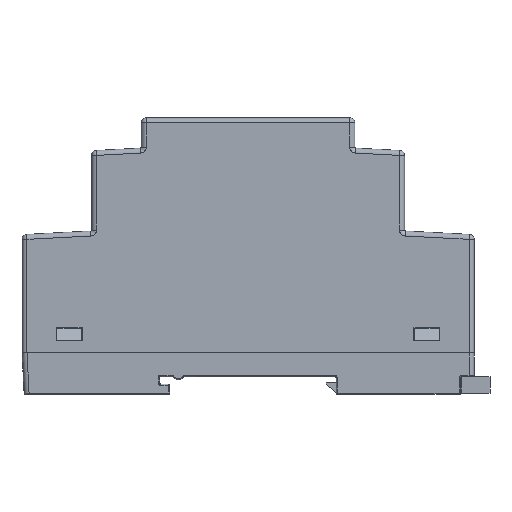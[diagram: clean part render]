
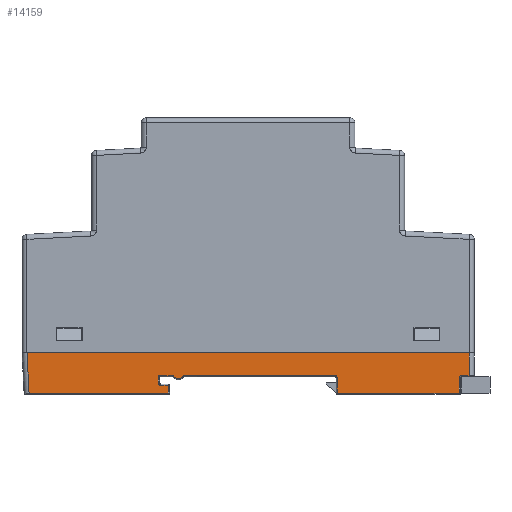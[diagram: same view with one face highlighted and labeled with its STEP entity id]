
A CAD part, left-side view. The second image highlights one B-rep face of the part: STEP entity #14159.
In plain terms, the highlighted planar face has unit normal (-1, 0, 0).
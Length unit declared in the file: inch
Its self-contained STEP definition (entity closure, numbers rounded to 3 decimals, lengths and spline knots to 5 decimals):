
#167 = CARTESIAN_POINT ( 'NONE',  ( 1.41733, 3.54326, -0.18518 ) ) ;
#332 = CARTESIAN_POINT ( 'NONE',  ( 1.41733, 3.52629, -0.509 ) ) ;
#397 = CARTESIAN_POINT ( 'NONE',  ( 1.41733, 2.41451, -0.50408 ) ) ;
#419 = VERTEX_POINT ( 'NONE', #34341 ) ;
#715 = CARTESIAN_POINT ( 'NONE',  ( 1.41733, 2.42232, -0.43321 ) ) ;
#929 = ORIENTED_EDGE ( 'NONE', *, *, #20076, .T. ) ;
#1021 = VERTEX_POINT ( 'NONE', #5608 ) ;
#1825 = VERTEX_POINT ( 'NONE', #40984 ) ;
#1829 = VERTEX_POINT ( 'NONE', #16113 ) ;
#1856 = VECTOR ( 'NONE', #18157, 39.37008 ) ;
#2420 = ORIENTED_EDGE ( 'NONE', *, *, #2997, .T. ) ;
#2997 = EDGE_CURVE ( 'NONE', #8938, #23860, #23472, .T. ) ;
#3044 = DIRECTION ( 'NONE',  ( 0., 0., 1. ) ) ;
#3049 = EDGE_CURVE ( 'NONE', #35646, #1825, #19597, .T. ) ;
#3225 = ORIENTED_EDGE ( 'NONE', *, *, #38479, .T. ) ;
#3540 = CIRCLE ( 'NONE', #34992, 0.04331 ) ;
#3579 = CARTESIAN_POINT ( 'NONE',  ( 1.41733, 2.34449, -0.3466 ) ) ;
#3907 = AXIS2_PLACEMENT_3D ( 'NONE', #28110, #45460, #13651 ) ;
#3914 = CIRCLE ( 'NONE', #20132, 0.01575 ) ;
#3935 = LINE ( 'NONE', #715, #6740 ) ;
#5317 = VECTOR ( 'NONE', #28150, 39.37008 ) ;
#5608 = CARTESIAN_POINT ( 'NONE',  ( 1.41733, 2.50106, -0.42534 ) ) ;
#5664 = CARTESIAN_POINT ( 'NONE',  ( 1.41733, 0.03937, -0.36628 ) ) ;
#5705 = VECTOR ( 'NONE', #11035, 39.37008 ) ;
#5818 = VERTEX_POINT ( 'NONE', #13790 ) ;
#6740 = VECTOR ( 'NONE', #25495, 39.37008 ) ;
#6786 = VERTEX_POINT ( 'NONE', #23580 ) ;
#6793 = CARTESIAN_POINT ( 'NONE',  ( 1.41733, 0.03937, -0.18518 ) ) ;
#6853 = LINE ( 'NONE', #23065, #9047 ) ;
#7185 = VECTOR ( 'NONE', #7900, 39.37008 ) ;
#7402 = DIRECTION ( 'NONE',  ( 0., -1., 0. ) ) ;
#7411 = AXIS2_PLACEMENT_3D ( 'NONE', #24244, #38913, #3044 ) ;
#7900 = DIRECTION ( 'NONE',  ( 0., 1., 0. ) ) ;
#8442 = EDGE_CURVE ( 'NONE', #17177, #35646, #3540, .T. ) ;
#8556 = VERTEX_POINT ( 'NONE', #167 ) ;
#8938 = VERTEX_POINT ( 'NONE', #24263 ) ;
#9036 = CARTESIAN_POINT ( 'NONE',  ( 1.41733, 1.08465, -0.50408 ) ) ;
#9047 = VECTOR ( 'NONE', #37079, 39.37008 ) ;
#9068 = VERTEX_POINT ( 'NONE', #42596 ) ;
#9906 = ORIENTED_EDGE ( 'NONE', *, *, #32512, .T. ) ;
#10219 = DIRECTION ( 'NONE',  ( -1., 0., 0. ) ) ;
#10550 = VECTOR ( 'NONE', #39749, 39.37008 ) ;
#10725 = ORIENTED_EDGE ( 'NONE', *, *, #17491, .T. ) ;
#10914 = VERTEX_POINT ( 'NONE', #39871 ) ;
#11035 = DIRECTION ( 'NONE',  ( 0., -0.052, -0.999 ) ) ;
#11459 = CARTESIAN_POINT ( 'NONE',  ( 1.41733, 2.38762, -0.36628 ) ) ;
#12590 = EDGE_CURVE ( 'NONE', #13417, #5818, #39953, .T. ) ;
#12890 = DIRECTION ( 'NONE',  ( 0., -1., 0. ) ) ;
#13002 = ORIENTED_EDGE ( 'NONE', *, *, #31236, .F. ) ;
#13417 = VERTEX_POINT ( 'NONE', #9036 ) ;
#13537 = CARTESIAN_POINT ( 'NONE',  ( 1.41733, 1.08465, -0.51195 ) ) ;
#13553 = EDGE_CURVE ( 'NONE', #8938, #1829, #3914, .T. ) ;
#13601 = DIRECTION ( 'NONE',  ( -1., 0., 0. ) ) ;
#13651 = DIRECTION ( 'NONE',  ( 0., 0., 1. ) ) ;
#13703 = VERTEX_POINT ( 'NONE', #38496 ) ;
#13790 = CARTESIAN_POINT ( 'NONE',  ( 1.41733, 0.11811, -0.50408 ) ) ;
#13796 = VERTEX_POINT ( 'NONE', #21674 ) ;
#14159 = ADVANCED_FACE ( 'NONE', ( #18237 ), #28003, .T. ) ;
#14679 = ORIENTED_EDGE ( 'NONE', *, *, #3049, .T. ) ;
#15102 = LINE ( 'NONE', #332, #5705 ) ;
#15318 = VECTOR ( 'NONE', #23470, 39.37008 ) ;
#15539 = CARTESIAN_POINT ( 'NONE',  ( 1.41733, 2.49453, -0.44109 ) ) ;
#15874 = EDGE_LOOP ( 'NONE', ( #24591, #2420, #30528, #9906, #10725, #3225, #32804, #45614, #13002, #35348, #929, #41303, #14679, #34200, #31479, #36027, #16000 ) ) ;
#16000 = ORIENTED_EDGE ( 'NONE', *, *, #19203, .T. ) ;
#16113 = CARTESIAN_POINT ( 'NONE',  ( 1.41733, 0.11811, -0.38203 ) ) ;
#16441 = CARTESIAN_POINT ( 'NONE',  ( 1.41733, 3.52654, -0.50408 ) ) ;
#16941 = EDGE_CURVE ( 'NONE', #10914, #13796, #19139, .T. ) ;
#17177 = VERTEX_POINT ( 'NONE', #43655 ) ;
#17491 = EDGE_CURVE ( 'NONE', #8556, #36884, #15102, .T. ) ;
#18157 = DIRECTION ( 'NONE',  ( 0., -1., 0. ) ) ;
#18237 = FACE_OUTER_BOUND ( 'NONE', #15874, .T. ) ;
#19139 = LINE ( 'NONE', #35834, #5317 ) ;
#19203 = EDGE_CURVE ( 'NONE', #5818, #1829, #6853, .T. ) ;
#19597 = LINE ( 'NONE', #41022, #1856 ) ;
#20011 = DIRECTION ( 'NONE',  ( 0., -1., 0. ) ) ;
#20076 = EDGE_CURVE ( 'NONE', #419, #17177, #21090, .T. ) ;
#20132 = AXIS2_PLACEMENT_3D ( 'NONE', #45122, #13601, #45405 ) ;
#21090 = LINE ( 'NONE', #11459, #10550 ) ;
#21674 = CARTESIAN_POINT ( 'NONE',  ( 1.41733, 2.48531, -0.44109 ) ) ;
#23065 = CARTESIAN_POINT ( 'NONE',  ( 1.41733, 0.11811, -0.37416 ) ) ;
#23470 = DIRECTION ( 'NONE',  ( 0., 0., 1. ) ) ;
#23472 = LINE ( 'NONE', #5664, #27951 ) ;
#23580 = CARTESIAN_POINT ( 'NONE',  ( 1.41733, 2.42232, -0.50408 ) ) ;
#23860 = VERTEX_POINT ( 'NONE', #28630 ) ;
#24244 = CARTESIAN_POINT ( 'NONE',  ( 1.41733, 3.58268, -0.51195 ) ) ;
#24263 = CARTESIAN_POINT ( 'NONE',  ( 1.41733, 0.10236, -0.36628 ) ) ;
#24280 = VECTOR ( 'NONE', #7402, 39.37008 ) ;
#24416 = DIRECTION ( 'NONE',  ( 0., 0., 1. ) ) ;
#24591 = ORIENTED_EDGE ( 'NONE', *, *, #13553, .F. ) ;
#25495 = DIRECTION ( 'NONE',  ( 0., 0., 1. ) ) ;
#26474 = EDGE_CURVE ( 'NONE', #23860, #13703, #36957, .T. ) ;
#26494 = VECTOR ( 'NONE', #24416, 39.37008 ) ;
#27211 = CARTESIAN_POINT ( 'NONE',  ( 1.41733, 2.50106, -0.37416 ) ) ;
#27951 = VECTOR ( 'NONE', #12890, 39.37008 ) ;
#28003 = PLANE ( 'NONE',  #7411 ) ;
#28110 = CARTESIAN_POINT ( 'NONE',  ( 1.41733, 1.1004, -0.38203 ) ) ;
#28150 = DIRECTION ( 'NONE',  ( 0., 1., 0. ) ) ;
#28630 = CARTESIAN_POINT ( 'NONE',  ( 1.41733, 0.03937, -0.36628 ) ) ;
#30394 = CARTESIAN_POINT ( 'NONE',  ( 1.41733, 3.58268, -0.50408 ) ) ;
#30528 = ORIENTED_EDGE ( 'NONE', *, *, #26474, .T. ) ;
#31236 = EDGE_CURVE ( 'NONE', #1021, #13796, #38798, .T. ) ;
#31479 = ORIENTED_EDGE ( 'NONE', *, *, #41081, .T. ) ;
#31557 = DIRECTION ( 'NONE',  ( 0., 0., 1. ) ) ;
#31698 = CARTESIAN_POINT ( 'NONE',  ( 1.41733, 3.52953, -0.18518 ) ) ;
#32512 = EDGE_CURVE ( 'NONE', #13703, #8556, #36487, .T. ) ;
#32547 = LINE ( 'NONE', #397, #24280 ) ;
#32804 = ORIENTED_EDGE ( 'NONE', *, *, #35261, .T. ) ;
#33128 = CARTESIAN_POINT ( 'NONE',  ( 1.41733, 2.50106, -0.43456 ) ) ;
#33823 = VECTOR ( 'NONE', #20011, 39.37008 ) ;
#34200 = ORIENTED_EDGE ( 'NONE', *, *, #43319, .F. ) ;
#34341 = CARTESIAN_POINT ( 'NONE',  ( 1.41733, 2.50106, -0.36628 ) ) ;
#34992 = AXIS2_PLACEMENT_3D ( 'NONE', #3579, #10219, #31557 ) ;
#35261 = EDGE_CURVE ( 'NONE', #6786, #10914, #3935, .T. ) ;
#35348 = ORIENTED_EDGE ( 'NONE', *, *, #36521, .T. ) ;
#35646 = VERTEX_POINT ( 'NONE', #39056 ) ;
#35834 = CARTESIAN_POINT ( 'NONE',  ( 1.41733, 3.58268, -0.44109 ) ) ;
#36027 = ORIENTED_EDGE ( 'NONE', *, *, #12590, .T. ) ;
#36487 = LINE ( 'NONE', #31698, #7185 ) ;
#36521 = EDGE_CURVE ( 'NONE', #1021, #419, #43480, .T. ) ;
#36884 = VERTEX_POINT ( 'NONE', #16441 ) ;
#36957 = LINE ( 'NONE', #6793, #26494 ) ;
#37079 = DIRECTION ( 'NONE',  ( 0., 0., 1. ) ) ;
#38284 = DIRECTION ( 'NONE',  ( 0., 0., -1. ) ) ;
#38479 = EDGE_CURVE ( 'NONE', #36884, #6786, #32547, .T. ) ;
#38496 = CARTESIAN_POINT ( 'NONE',  ( 1.41733, 0.03937, -0.18518 ) ) ;
#38798 =( BOUNDED_CURVE ( )  B_SPLINE_CURVE ( 3, ( #40114, #33128, #15539, #39807 ),
 .UNSPECIFIED., .F., .F. ) 
 B_SPLINE_CURVE_WITH_KNOTS ( ( 4, 4 ),
 ( 0., 1.5708 ),
 .UNSPECIFIED. ) 
 CURVE ( )  GEOMETRIC_REPRESENTATION_ITEM ( )  RATIONAL_B_SPLINE_CURVE ( ( 1., 0.805, 0.805, 1. ) ) 
 REPRESENTATION_ITEM ( '' )  );
#38913 = DIRECTION ( 'NONE',  ( -1., 0., 0. ) ) ;
#39056 = CARTESIAN_POINT ( 'NONE',  ( 1.41733, 2.30592, -0.36628 ) ) ;
#39749 = DIRECTION ( 'NONE',  ( 0., -1., 0. ) ) ;
#39807 = CARTESIAN_POINT ( 'NONE',  ( 1.41733, 2.48531, -0.44109 ) ) ;
#39871 = CARTESIAN_POINT ( 'NONE',  ( 1.41733, 2.42232, -0.44109 ) ) ;
#39877 = CIRCLE ( 'NONE', #3907, 0.01575 ) ;
#39953 = LINE ( 'NONE', #30394, #33823 ) ;
#40114 = CARTESIAN_POINT ( 'NONE',  ( 1.41733, 2.50106, -0.42534 ) ) ;
#40984 = CARTESIAN_POINT ( 'NONE',  ( 1.41733, 1.1004, -0.36628 ) ) ;
#41022 = CARTESIAN_POINT ( 'NONE',  ( 1.41733, 1.09252, -0.36628 ) ) ;
#41081 = EDGE_CURVE ( 'NONE', #9068, #13417, #45630, .T. ) ;
#41303 = ORIENTED_EDGE ( 'NONE', *, *, #8442, .T. ) ;
#42596 = CARTESIAN_POINT ( 'NONE',  ( 1.41733, 1.08465, -0.38203 ) ) ;
#42901 = VECTOR ( 'NONE', #38284, 39.37008 ) ;
#43319 = EDGE_CURVE ( 'NONE', #9068, #1825, #39877, .T. ) ;
#43480 = LINE ( 'NONE', #27211, #15318 ) ;
#43655 = CARTESIAN_POINT ( 'NONE',  ( 1.41733, 2.38307, -0.36628 ) ) ;
#45122 = CARTESIAN_POINT ( 'NONE',  ( 1.41733, 0.10236, -0.38203 ) ) ;
#45405 = DIRECTION ( 'NONE',  ( 0., 0., 1. ) ) ;
#45460 = DIRECTION ( 'NONE',  ( -1., 0., 0. ) ) ;
#45614 = ORIENTED_EDGE ( 'NONE', *, *, #16941, .T. ) ;
#45630 = LINE ( 'NONE', #13537, #42901 ) ;
